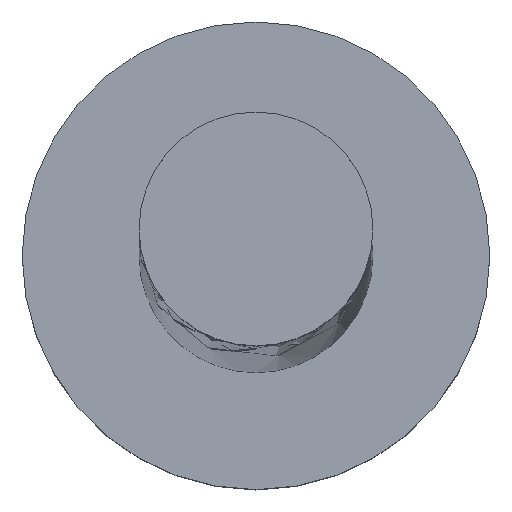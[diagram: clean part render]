
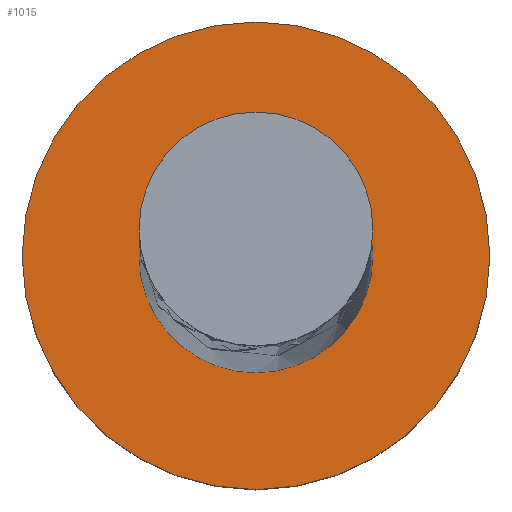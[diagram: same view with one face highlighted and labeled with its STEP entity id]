
A CAD part, top view. The second image highlights one B-rep face of the part: STEP entity #1015.
In plain terms, the highlighted planar face has unit normal (0, 0, 1).
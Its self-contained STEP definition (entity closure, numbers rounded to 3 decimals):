
#7 = DIRECTION ( 'NONE',  ( 1., 0., 0. ) ) ;
#27 = EDGE_CURVE ( 'NONE', #652, #1348, #810, .T. ) ;
#75 = AXIS2_PLACEMENT_3D ( 'NONE', #1288, #1880, #1545 ) ;
#109 = AXIS2_PLACEMENT_3D ( 'NONE', #1549, #541, #374 ) ;
#129 = CARTESIAN_POINT ( 'NONE',  ( -3., 0., 5. ) ) ;
#141 = CIRCLE ( 'NONE', #109, 6. ) ;
#165 = CARTESIAN_POINT ( 'NONE',  ( -6., 0., 5. ) ) ;
#168 = AXIS2_PLACEMENT_3D ( 'NONE', #1783, #345, #475 ) ;
#179 = CARTESIAN_POINT ( 'NONE',  ( 0., 0., 5. ) ) ;
#180 = FACE_BOUND ( 'NONE', #1491, .T. ) ;
#224 = EDGE_CURVE ( 'NONE', #1129, #1756, #141, .T. ) ;
#244 = CARTESIAN_POINT ( 'NONE',  ( 0., 0., 5. ) ) ;
#271 = DIRECTION ( 'NONE',  ( 0., 0., 1. ) ) ;
#344 = CIRCLE ( 'NONE', #1103, 3. ) ;
#345 = DIRECTION ( 'NONE',  ( 0., 0., 1. ) ) ;
#362 = CARTESIAN_POINT ( 'NONE',  ( 6., 0., 5. ) ) ;
#374 = DIRECTION ( 'NONE',  ( 1., 0., 0. ) ) ;
#475 = DIRECTION ( 'NONE',  ( 1., 0., 0. ) ) ;
#534 = EDGE_CURVE ( 'NONE', #1756, #1129, #929, .T. ) ;
#537 = DIRECTION ( 'NONE',  ( 1., 0., 0. ) ) ;
#541 = DIRECTION ( 'NONE',  ( 0., 0., 1. ) ) ;
#652 = VERTEX_POINT ( 'NONE', #1277 ) ;
#722 = AXIS2_PLACEMENT_3D ( 'NONE', #179, #1214, #7 ) ;
#736 = EDGE_CURVE ( 'NONE', #1348, #652, #344, .T. ) ;
#763 = FACE_OUTER_BOUND ( 'NONE', #1552, .T. ) ;
#810 = CIRCLE ( 'NONE', #722, 3. ) ;
#929 = CIRCLE ( 'NONE', #75, 6. ) ;
#1015 = ADVANCED_FACE ( 'NONE', ( #180, #763 ), #1339, .T. ) ;
#1103 = AXIS2_PLACEMENT_3D ( 'NONE', #244, #271, #537 ) ;
#1129 = VERTEX_POINT ( 'NONE', #362 ) ;
#1214 = DIRECTION ( 'NONE',  ( 0., 0., 1. ) ) ;
#1277 = CARTESIAN_POINT ( 'NONE',  ( 3., 0., 5. ) ) ;
#1288 = CARTESIAN_POINT ( 'NONE',  ( 0., 0., 5. ) ) ;
#1339 = PLANE ( 'NONE',  #168 ) ;
#1348 = VERTEX_POINT ( 'NONE', #129 ) ;
#1450 = ORIENTED_EDGE ( 'NONE', *, *, #224, .T. ) ;
#1491 = EDGE_LOOP ( 'NONE', ( #1503, #1762 ) ) ;
#1503 = ORIENTED_EDGE ( 'NONE', *, *, #736, .F. ) ;
#1545 = DIRECTION ( 'NONE',  ( 1., 0., 0. ) ) ;
#1549 = CARTESIAN_POINT ( 'NONE',  ( 0., 0., 5. ) ) ;
#1552 = EDGE_LOOP ( 'NONE', ( #1607, #1450 ) ) ;
#1607 = ORIENTED_EDGE ( 'NONE', *, *, #534, .T. ) ;
#1756 = VERTEX_POINT ( 'NONE', #165 ) ;
#1762 = ORIENTED_EDGE ( 'NONE', *, *, #27, .F. ) ;
#1783 = CARTESIAN_POINT ( 'NONE',  ( 0., 0., 5. ) ) ;
#1880 = DIRECTION ( 'NONE',  ( 0., 0., 1. ) ) ;
